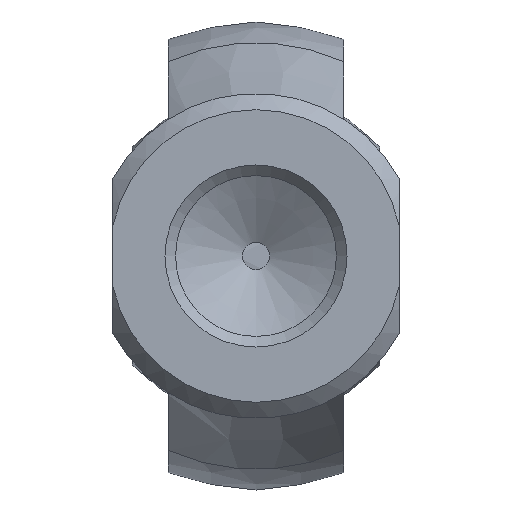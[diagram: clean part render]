
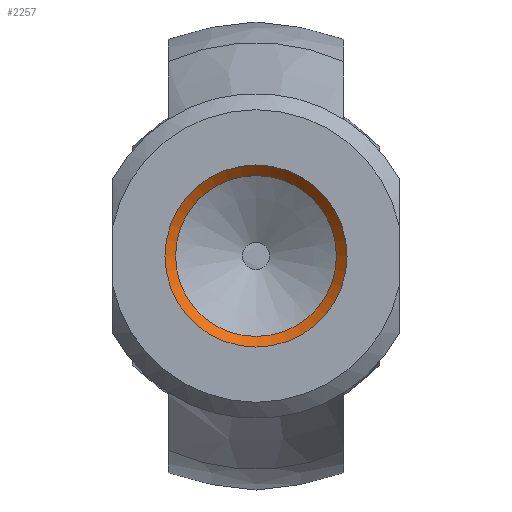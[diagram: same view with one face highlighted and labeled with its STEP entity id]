
A CAD part, left-side view. The second image highlights one B-rep face of the part: STEP entity #2257.
In plain terms, the highlighted conical face has half-angle 45 degrees and reference radius 6.594 mm.
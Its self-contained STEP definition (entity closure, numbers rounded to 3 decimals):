
#21 = EDGE_CURVE('',#22,#22,#24,.T.);
#22 = VERTEX_POINT('',#23);
#23 = CARTESIAN_POINT('',(0.812,0.,-6.188));
#24 = SURFACE_CURVE('',#25,(#30,#64),.PCURVE_S1.);
#25 = CIRCLE('',#26,6.188);
#26 = AXIS2_PLACEMENT_3D('',#27,#28,#29);
#27 = CARTESIAN_POINT('',(0.812,0.,0.
    ));
#28 = DIRECTION('',(1.,0.,0.));
#29 = DIRECTION('',(0.,0.,1.));
#30 = PCURVE('',#31,#36);
#31 = CYLINDRICAL_SURFACE('',#32,6.188);
#32 = AXIS2_PLACEMENT_3D('',#33,#34,#35);
#33 = CARTESIAN_POINT('',(15.406,0.,
    0.));
#34 = DIRECTION('',(-1.,0.,0.));
#35 = DIRECTION('',(0.,0.,1.));
#36 = DEFINITIONAL_REPRESENTATION('',(#37),#63);
#37 = B_SPLINE_CURVE_WITH_KNOTS('',3,(#38,#39,#40,#41,#42,#43,#44,#45,
    #46,#47,#48,#49,#50,#51,#52,#53,#54,#55,#56,#57,#58,#59,#60,#61,#62)
  ,.UNSPECIFIED.,.F.,.F.,(4,1,1,1,1,1,1,1,1,1,1,1,1,1,1,1,1,1,1,1,1,1,4)
  ,(3.142,3.427,3.713,3.998,
    4.284,4.57,4.855,5.141,
    5.426,5.712,5.998,6.283,
    6.569,6.854,7.14,7.426,
    7.711,7.997,8.282,8.568,
    8.854,9.139,9.425),.QUASI_UNIFORM_KNOTS.);
#38 = CARTESIAN_POINT('',(9.425,14.594));
#39 = CARTESIAN_POINT('',(9.33,14.594));
#40 = CARTESIAN_POINT('',(9.139,14.594));
#41 = CARTESIAN_POINT('',(8.854,14.594));
#42 = CARTESIAN_POINT('',(8.568,14.594));
#43 = CARTESIAN_POINT('',(8.282,14.594));
#44 = CARTESIAN_POINT('',(7.997,14.594));
#45 = CARTESIAN_POINT('',(7.711,14.594));
#46 = CARTESIAN_POINT('',(7.426,14.594));
#47 = CARTESIAN_POINT('',(7.14,14.594));
#48 = CARTESIAN_POINT('',(6.854,14.594));
#49 = CARTESIAN_POINT('',(6.569,14.594));
#50 = CARTESIAN_POINT('',(6.283,14.594));
#51 = CARTESIAN_POINT('',(5.998,14.594));
#52 = CARTESIAN_POINT('',(5.712,14.594));
#53 = CARTESIAN_POINT('',(5.426,14.594));
#54 = CARTESIAN_POINT('',(5.141,14.594));
#55 = CARTESIAN_POINT('',(4.855,14.594));
#56 = CARTESIAN_POINT('',(4.57,14.594));
#57 = CARTESIAN_POINT('',(4.284,14.594));
#58 = CARTESIAN_POINT('',(3.998,14.594));
#59 = CARTESIAN_POINT('',(3.713,14.594));
#60 = CARTESIAN_POINT('',(3.427,14.594));
#61 = CARTESIAN_POINT('',(3.237,14.594));
#62 = CARTESIAN_POINT('',(3.142,14.594));
#63 = ( GEOMETRIC_REPRESENTATION_CONTEXT(2) 
PARAMETRIC_REPRESENTATION_CONTEXT() REPRESENTATION_CONTEXT('2D SPACE',''
  ) );
#64 = PCURVE('',#65,#70);
#65 = CONICAL_SURFACE('',#66,6.594,0.785);
#66 = AXIS2_PLACEMENT_3D('',#67,#68,#69);
#67 = CARTESIAN_POINT('',(0.406,0.,0.)
  );
#68 = DIRECTION('',(-1.,0.,0.));
#69 = DIRECTION('',(0.,0.,1.));
#70 = DEFINITIONAL_REPRESENTATION('',(#71),#97);
#71 = B_SPLINE_CURVE_WITH_KNOTS('',3,(#72,#73,#74,#75,#76,#77,#78,#79,
    #80,#81,#82,#83,#84,#85,#86,#87,#88,#89,#90,#91,#92,#93,#94,#95,#96)
  ,.UNSPECIFIED.,.F.,.F.,(4,1,1,1,1,1,1,1,1,1,1,1,1,1,1,1,1,1,1,1,1,1,4)
  ,(3.142,3.427,3.713,3.998,
    4.284,4.57,4.855,5.141,
    5.426,5.712,5.998,6.283,
    6.569,6.854,7.14,7.426,
    7.711,7.997,8.282,8.568,
    8.854,9.139,9.425),.QUASI_UNIFORM_KNOTS.);
#72 = CARTESIAN_POINT('',(9.425,-0.406));
#73 = CARTESIAN_POINT('',(9.33,-0.406));
#74 = CARTESIAN_POINT('',(9.139,-0.406));
#75 = CARTESIAN_POINT('',(8.854,-0.406));
#76 = CARTESIAN_POINT('',(8.568,-0.406));
#77 = CARTESIAN_POINT('',(8.282,-0.406));
#78 = CARTESIAN_POINT('',(7.997,-0.406));
#79 = CARTESIAN_POINT('',(7.711,-0.406));
#80 = CARTESIAN_POINT('',(7.426,-0.406));
#81 = CARTESIAN_POINT('',(7.14,-0.406));
#82 = CARTESIAN_POINT('',(6.854,-0.406));
#83 = CARTESIAN_POINT('',(6.569,-0.406));
#84 = CARTESIAN_POINT('',(6.283,-0.406));
#85 = CARTESIAN_POINT('',(5.998,-0.406));
#86 = CARTESIAN_POINT('',(5.712,-0.406));
#87 = CARTESIAN_POINT('',(5.426,-0.406));
#88 = CARTESIAN_POINT('',(5.141,-0.406));
#89 = CARTESIAN_POINT('',(4.855,-0.406));
#90 = CARTESIAN_POINT('',(4.57,-0.406));
#91 = CARTESIAN_POINT('',(4.284,-0.406));
#92 = CARTESIAN_POINT('',(3.998,-0.406));
#93 = CARTESIAN_POINT('',(3.713,-0.406));
#94 = CARTESIAN_POINT('',(3.427,-0.406));
#95 = CARTESIAN_POINT('',(3.237,-0.406));
#96 = CARTESIAN_POINT('',(3.142,-0.406));
#97 = ( GEOMETRIC_REPRESENTATION_CONTEXT(2) 
PARAMETRIC_REPRESENTATION_CONTEXT() REPRESENTATION_CONTEXT('2D SPACE',''
  ) );
#1637 = PLANE('',#1638);
#1638 = AXIS2_PLACEMENT_3D('',#1639,#1640,#1641);
#1639 = CARTESIAN_POINT('',(0.,0.,5.625));
#1640 = DIRECTION('',(-1.,0.,0.));
#1641 = DIRECTION('',(0.,-1.,0.));
#2257 = ADVANCED_FACE('',(#2258),#65,.F.);
#2258 = FACE_BOUND('',#2259,.F.);
#2259 = EDGE_LOOP('',(#2260,#2310,#2330,#2331));
#2260 = ORIENTED_EDGE('',*,*,#2261,.T.);
#2261 = EDGE_CURVE('',#2262,#2262,#2264,.T.);
#2262 = VERTEX_POINT('',#2263);
#2263 = CARTESIAN_POINT('',(0.,0.,-7.));
#2264 = SURFACE_CURVE('',#2265,(#2270,#2299),.PCURVE_S1.);
#2265 = CIRCLE('',#2266,7.);
#2266 = AXIS2_PLACEMENT_3D('',#2267,#2268,#2269);
#2267 = CARTESIAN_POINT('',(0.,0.,
    0.));
#2268 = DIRECTION('',(1.,0.,0.));
#2269 = DIRECTION('',(0.,0.,1.));
#2270 = PCURVE('',#65,#2271);
#2271 = DEFINITIONAL_REPRESENTATION('',(#2272),#2298);
#2272 = B_SPLINE_CURVE_WITH_KNOTS('',3,(#2273,#2274,#2275,#2276,#2277,
    #2278,#2279,#2280,#2281,#2282,#2283,#2284,#2285,#2286,#2287,#2288,
    #2289,#2290,#2291,#2292,#2293,#2294,#2295,#2296,#2297),
  .UNSPECIFIED.,.F.,.F.,(4,1,1,1,1,1,1,1,1,1,1,1,1,1,1,1,1,1,1,1,1,1,4),
  (3.142,3.427,3.713,3.998,
    4.284,4.57,4.855,5.141,
    5.426,5.712,5.998,6.283,
    6.569,6.854,7.14,7.426,
    7.711,7.997,8.282,8.568,
    8.854,9.139,9.425),.QUASI_UNIFORM_KNOTS.);
#2273 = CARTESIAN_POINT('',(9.425,0.406));
#2274 = CARTESIAN_POINT('',(9.33,0.406));
#2275 = CARTESIAN_POINT('',(9.139,0.406));
#2276 = CARTESIAN_POINT('',(8.854,0.406));
#2277 = CARTESIAN_POINT('',(8.568,0.406));
#2278 = CARTESIAN_POINT('',(8.282,0.406));
#2279 = CARTESIAN_POINT('',(7.997,0.406));
#2280 = CARTESIAN_POINT('',(7.711,0.406));
#2281 = CARTESIAN_POINT('',(7.426,0.406));
#2282 = CARTESIAN_POINT('',(7.14,0.406));
#2283 = CARTESIAN_POINT('',(6.854,0.406));
#2284 = CARTESIAN_POINT('',(6.569,0.406));
#2285 = CARTESIAN_POINT('',(6.283,0.406));
#2286 = CARTESIAN_POINT('',(5.998,0.406));
#2287 = CARTESIAN_POINT('',(5.712,0.406));
#2288 = CARTESIAN_POINT('',(5.426,0.406));
#2289 = CARTESIAN_POINT('',(5.141,0.406));
#2290 = CARTESIAN_POINT('',(4.855,0.406));
#2291 = CARTESIAN_POINT('',(4.57,0.406));
#2292 = CARTESIAN_POINT('',(4.284,0.406));
#2293 = CARTESIAN_POINT('',(3.998,0.406));
#2294 = CARTESIAN_POINT('',(3.713,0.406));
#2295 = CARTESIAN_POINT('',(3.427,0.406));
#2296 = CARTESIAN_POINT('',(3.237,0.406));
#2297 = CARTESIAN_POINT('',(3.142,0.406));
#2298 = ( GEOMETRIC_REPRESENTATION_CONTEXT(2) 
PARAMETRIC_REPRESENTATION_CONTEXT() REPRESENTATION_CONTEXT('2D SPACE',''
  ) );
#2299 = PCURVE('',#1637,#2300);
#2300 = DEFINITIONAL_REPRESENTATION('',(#2301),#2309);
#2301 = ( BOUNDED_CURVE() B_SPLINE_CURVE(2,(#2302,#2303,#2304,#2305,
#2306,#2307,#2308),.UNSPECIFIED.,.F.,.F.) B_SPLINE_CURVE_WITH_KNOTS((1,2
    ,2,2,2,1),(-2.094,0.,2.094,4.189,
6.283,8.378),.UNSPECIFIED.) CURVE() 
GEOMETRIC_REPRESENTATION_ITEM() RATIONAL_B_SPLINE_CURVE((1.,0.5,1.,0.5,
1.,0.5,1.)) REPRESENTATION_ITEM('') );
#2302 = CARTESIAN_POINT('',(0.,1.375));
#2303 = CARTESIAN_POINT('',(12.124,1.375));
#2304 = CARTESIAN_POINT('',(6.062,-9.125));
#2305 = CARTESIAN_POINT('',(0.,-19.625));
#2306 = CARTESIAN_POINT('',(-6.062,-9.125));
#2307 = CARTESIAN_POINT('',(-12.124,1.375));
#2308 = CARTESIAN_POINT('',(0.,1.375));
#2309 = ( GEOMETRIC_REPRESENTATION_CONTEXT(2) 
PARAMETRIC_REPRESENTATION_CONTEXT() REPRESENTATION_CONTEXT('2D SPACE',''
  ) );
#2310 = ORIENTED_EDGE('',*,*,#2311,.F.);
#2311 = EDGE_CURVE('',#22,#2262,#2312,.T.);
#2312 = SEAM_CURVE('',#2313,(#2316,#2323),.PCURVE_S1.);
#2313 = B_SPLINE_CURVE_WITH_KNOTS('',1,(#2314,#2315),.UNSPECIFIED.,.F.,
  .F.,(2,2),(-0.574,0.574),.PIECEWISE_BEZIER_KNOTS.);
#2314 = CARTESIAN_POINT('',(0.812,0.,
    -6.188));
#2315 = CARTESIAN_POINT('',(0.,0.,
    -7.));
#2316 = PCURVE('',#65,#2317);
#2317 = DEFINITIONAL_REPRESENTATION('',(#2318),#2322);
#2318 = LINE('',#2319,#2320);
#2319 = CARTESIAN_POINT('',(3.142,0.));
#2320 = VECTOR('',#2321,1.);
#2321 = DIRECTION('',(0.,1.));
#2322 = ( GEOMETRIC_REPRESENTATION_CONTEXT(2) 
PARAMETRIC_REPRESENTATION_CONTEXT() REPRESENTATION_CONTEXT('2D SPACE',''
  ) );
#2323 = PCURVE('',#65,#2324);
#2324 = DEFINITIONAL_REPRESENTATION('',(#2325),#2329);
#2325 = LINE('',#2326,#2327);
#2326 = CARTESIAN_POINT('',(9.425,0.));
#2327 = VECTOR('',#2328,1.);
#2328 = DIRECTION('',(0.,1.));
#2329 = ( GEOMETRIC_REPRESENTATION_CONTEXT(2) 
PARAMETRIC_REPRESENTATION_CONTEXT() REPRESENTATION_CONTEXT('2D SPACE',''
  ) );
#2330 = ORIENTED_EDGE('',*,*,#21,.F.);
#2331 = ORIENTED_EDGE('',*,*,#2311,.T.);
